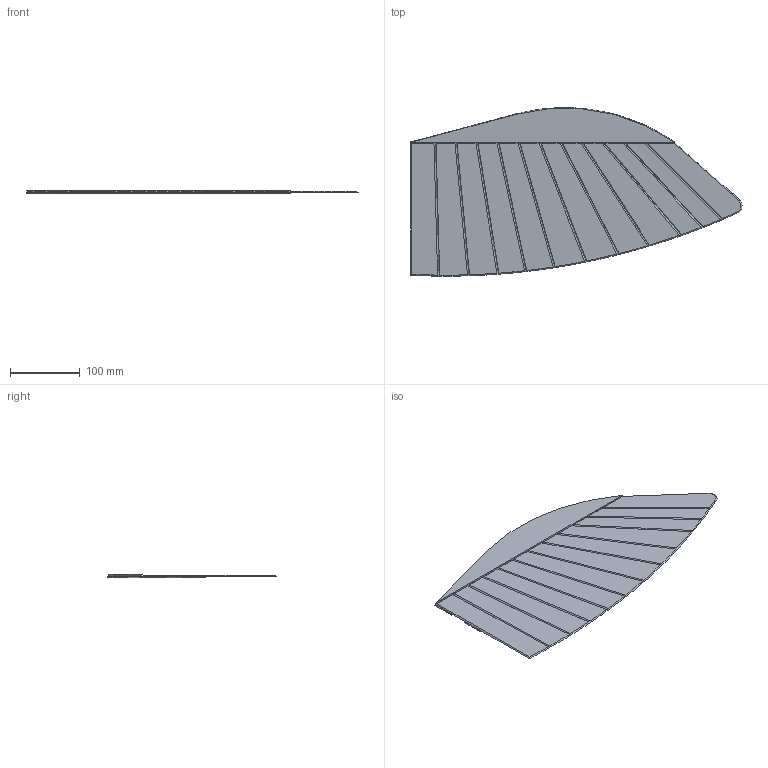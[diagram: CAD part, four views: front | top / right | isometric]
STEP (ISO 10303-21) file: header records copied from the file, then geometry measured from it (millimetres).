
FILE_DESCRIPTION(/* description */ ('','CAx-IF Rec.Pracs.---Representation and Presentation of Product Manufacturing Information (PMI)---4.0---2014-10-13'),/* implementation_level */ '2;1');
FILE_NAME(/* name */ 'REDO Feather Single Right Wing two components.step',/* time_stamp */ '2025-03-01T13:18:42Z',/* author */ (''),/* organization */ (''),/* preprocessor_version */ 'ST-DEVELOPER v20',/* originating_system */ 'Autodesk Translation Framework v13.20.0.188',/* authorisation */ '');
FILE_SCHEMA (('AP242_MANAGED_MODEL_BASED_3D_ENGINEERING_MIM_LF { 1 0 10303 442 1 1 4 }'));
Length unit declared in the file: millimetre
Products named in the file (3): REDO Feather Single Right Wing two components; Frame; Feathers
Assembly tree (2 placements, depth 2):
  REDO Feather Single Right Wing two components
    Frame
    Feathers
Bounding box: 475.07 x 240.87 x 4.5 mm (x, y, z)
Volume: 140988.7 mm3; surface area: 180292.8 mm2
Topology: 14 solids, 14 shells, 100 faces, 227 edges, 155 vertices
Faces by surface type: plane 73, cone 13, cylinder 8, torus 4, bspline 2
Full cylindrical faces by diameter (mm): 1.5 x5
Entity records: 2997 total; most frequent: CARTESIAN_POINT 679, DIRECTION 466, ORIENTED_EDGE 454, EDGE_CURVE 227, AXIS2_PLACEMENT_3D 168, VERTEX_POINT 155, LINE 130, VECTOR 130
